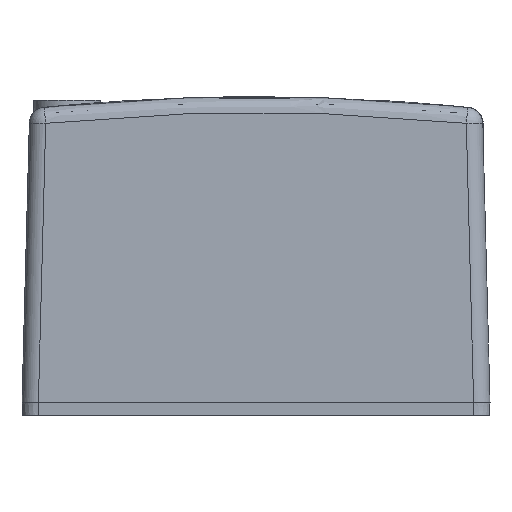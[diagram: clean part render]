
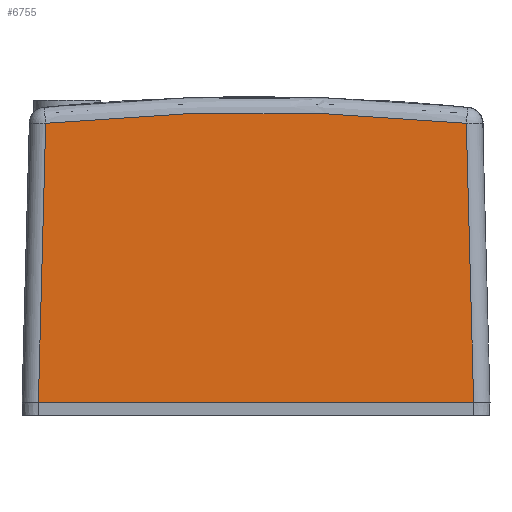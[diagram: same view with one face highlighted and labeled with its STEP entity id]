
A CAD part, front view. The second image highlights one B-rep face of the part: STEP entity #6755.
In plain terms, the highlighted planar face has unit normal (0, -1, 0.026).
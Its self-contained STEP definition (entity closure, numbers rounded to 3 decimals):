
#2298=CARTESIAN_POINT('',(-30.404,-114.335,
-120.432));
#2319=DIRECTION('',(0.026,-0.026,-0.999));
#2320=VECTOR('',#2319,85.145);
#2321=CARTESIAN_POINT('',(100.172,-112.107,
-35.346));
#2322=LINE('',#2321,#2320);
#2326=DIRECTION('',(-1.,0.,0.));
#2327=VECTOR('',#2326,132.803);
#2328=CARTESIAN_POINT('',(102.4,-114.335,
-120.432));
#2329=LINE('',#2328,#2327);
#2333=DIRECTION('',(0.026,0.026,0.999));
#2334=VECTOR('',#2333,85.145);
#2335=CARTESIAN_POINT('',(-30.404,-114.335,
-120.432));
#2336=LINE('',#2335,#2334);
#2340=CARTESIAN_POINT('',(-28.176,-112.107,
-35.346));
#2341=CARTESIAN_POINT('',(-25.065,-112.099,
-35.04));
#2342=CARTESIAN_POINT('',(-19.731,-112.086,
-34.531));
#2343=CARTESIAN_POINT('',(-11.724,-112.069,
-33.88));
#2344=CARTESIAN_POINT('',(-3.266,-112.053,
-33.29));
#2345=CARTESIAN_POINT('',(7.426,-112.038,
-32.699));
#2346=CARTESIAN_POINT('',(20.811,-112.025,
-32.217));
#2347=CARTESIAN_POINT('',(35.992,-112.02,
-32.026));
#2348=CARTESIAN_POINT('',(51.168,-112.025,
-32.218));
#2349=CARTESIAN_POINT('',(64.558,-112.038,
-32.698));
#2350=CARTESIAN_POINT('',(75.257,-112.053,
-33.289));
#2351=CARTESIAN_POINT('',(83.718,-112.069,
-33.88));
#2352=CARTESIAN_POINT('',(91.727,-112.086,
-34.531));
#2353=CARTESIAN_POINT('',(97.061,-112.099,
-35.04));
#2354=CARTESIAN_POINT('',(100.172,-112.107,
-35.346));
#4162=VERTEX_POINT('',#2298);
#4163=CARTESIAN_POINT('',(102.4,-114.335,
-120.432));
#4164=VERTEX_POINT('',#4163);
#4172=CARTESIAN_POINT('',(-28.176,-112.107,
-35.346));
#4173=VERTEX_POINT('',#4172);
#4174=CARTESIAN_POINT('',(100.172,-112.107,
-35.346));
#4175=VERTEX_POINT('',#4174);
#6742=CARTESIAN_POINT('',(-0.002,-114.335,
-120.432));
#6743=DIRECTION('',(0.,-1.,0.026));
#6744=DIRECTION('',(-1.,0.,0.));
#6745=AXIS2_PLACEMENT_3D('',#6742,#6743,#6744);
#6746=PLANE('',#6745);
#6748=ORIENTED_EDGE('',*,*,#6747,.T.);
#6749=ORIENTED_EDGE('',*,*,#6700,.T.);
#6750=ORIENTED_EDGE('',*,*,#6733,.T.);
#6752=ORIENTED_EDGE('',*,*,#6751,.T.);
#6753=EDGE_LOOP('',(#6748,#6749,#6750,#6752));
#6754=FACE_OUTER_BOUND('',#6753,.F.);
#2355=B_SPLINE_CURVE_WITH_KNOTS('',3,(#2340,#2341,#2342,#2343,#2344,#2345,#2346,
#2347,#2348,#2349,#2350,#2351,#2352,#2353,#2354),.UNSPECIFIED.,.F.,.F.,(4,1,1,1,
1,1,1,1,1,1,1,1,4),(0.,0.073,0.125,0.188,
0.271,0.375,0.5,0.625,
0.729,0.812,0.875,0.927,1.),
.UNSPECIFIED.);
#6700=EDGE_CURVE('',#4164,#4162,#2329,.T.);
#6733=EDGE_CURVE('',#4162,#4173,#2336,.T.);
#6747=EDGE_CURVE('',#4175,#4164,#2322,.T.);
#6751=EDGE_CURVE('',#4173,#4175,#2355,.T.);
#6755=ADVANCED_FACE('',(#6754),#6746,.T.);
